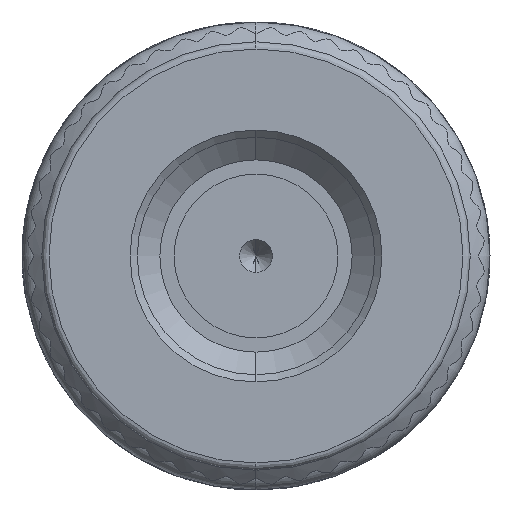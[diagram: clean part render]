
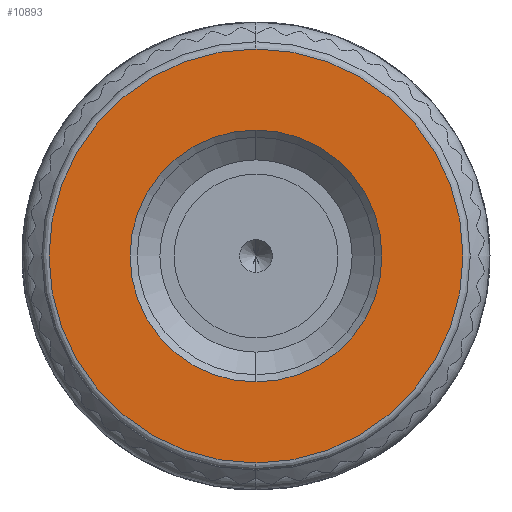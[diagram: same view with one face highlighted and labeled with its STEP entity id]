
A CAD part, front view. The second image highlights one B-rep face of the part: STEP entity #10893.
In plain terms, the highlighted planar face has unit normal (0, -1, 0).
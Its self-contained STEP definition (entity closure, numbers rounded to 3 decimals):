
#454 = CARTESIAN_POINT ( 'NONE',  ( 0., -0.699, -5.75 ) ) ;
#1842 = ORIENTED_EDGE ( 'NONE', *, *, #10671, .F. ) ;
#1875 = ORIENTED_EDGE ( 'NONE', *, *, #3063, .T. ) ;
#1891 = ORIENTED_EDGE ( 'NONE', *, *, #10703, .T. ) ;
#1937 = ORIENTED_EDGE ( 'NONE', *, *, #3165, .F. ) ;
#3063 = EDGE_CURVE ( 'NONE', #3482, #3530, #5390, .T. ) ;
#3165 = EDGE_CURVE ( 'NONE', #3505, #3682, #5446, .T. ) ;
#3482 = VERTEX_POINT ( 'NONE', #8476 ) ;
#3505 = VERTEX_POINT ( 'NONE', #8534 ) ;
#3530 = VERTEX_POINT ( 'NONE', #8584 ) ;
#3682 = VERTEX_POINT ( 'NONE', #454 ) ;
#5106 = AXIS2_PLACEMENT_3D ( 'NONE', #16233, #16214, #16209 ) ;
#5362 = AXIS2_PLACEMENT_3D ( 'NONE', #7607, #7615, #7616 ) ;
#5390 = CIRCLE ( 'NONE', #5362, 3.5 ) ;
#5443 = AXIS2_PLACEMENT_3D ( 'NONE', #7781, #7772, #7778 ) ;
#5446 = CIRCLE ( 'NONE', #5443, 5.75 ) ;
#6017 = AXIS2_PLACEMENT_3D ( 'NONE', #15042, #15077, #15080 ) ;
#6021 = AXIS2_PLACEMENT_3D ( 'NONE', #14982, #14950, #14965 ) ;
#6024 = CIRCLE ( 'NONE', #6021, 5.75 ) ;
#6047 = CIRCLE ( 'NONE', #6017, 3.5 ) ;
#7607 = CARTESIAN_POINT ( 'NONE',  ( 0., -0.699, 0. ) ) ;
#7615 = DIRECTION ( 'NONE',  ( 0., 1., 0. ) ) ;
#7616 = DIRECTION ( 'NONE',  ( 0., 0., 1. ) ) ;
#7772 = DIRECTION ( 'NONE',  ( 0., 1., 0. ) ) ;
#7778 = DIRECTION ( 'NONE',  ( 0., 0., 1. ) ) ;
#7781 = CARTESIAN_POINT ( 'NONE',  ( 0., -0.699, 0. ) ) ;
#8476 = CARTESIAN_POINT ( 'NONE',  ( 0., -0.699, -3.5 ) ) ;
#8534 = CARTESIAN_POINT ( 'NONE',  ( 0., -0.699, 5.75 ) ) ;
#8584 = CARTESIAN_POINT ( 'NONE',  ( 0., -0.699, 3.5 ) ) ;
#10671 = EDGE_CURVE ( 'NONE', #3682, #3505, #6024, .T. ) ;
#10703 = EDGE_CURVE ( 'NONE', #3530, #3482, #6047, .T. ) ;
#10893 = ADVANCED_FACE ( 'NONE', ( #16234, #16183 ), #16195, .T. ) ;
#13868 = EDGE_LOOP ( 'NONE', ( #1875, #1891 ) ) ;
#13885 = EDGE_LOOP ( 'NONE', ( #1937, #1842 ) ) ;
#14950 = DIRECTION ( 'NONE',  ( 0., 1., 0. ) ) ;
#14965 = DIRECTION ( 'NONE',  ( 0., 0., 1. ) ) ;
#14982 = CARTESIAN_POINT ( 'NONE',  ( 0., -0.699, 0. ) ) ;
#15042 = CARTESIAN_POINT ( 'NONE',  ( 0., -0.699, 0. ) ) ;
#15077 = DIRECTION ( 'NONE',  ( 0., 1., 0. ) ) ;
#15080 = DIRECTION ( 'NONE',  ( 0., 0., 1. ) ) ;
#16183 = FACE_OUTER_BOUND ( 'NONE', #13885, .T. ) ;
#16195 = PLANE ( 'NONE',  #5106 ) ;
#16209 = DIRECTION ( 'NONE',  ( 0., 0., -1. ) ) ;
#16214 = DIRECTION ( 'NONE',  ( 0., -1., 0. ) ) ;
#16233 = CARTESIAN_POINT ( 'NONE',  ( -5.75, -0.699, 0. ) ) ;
#16234 = FACE_BOUND ( 'NONE', #13868, .T. ) ;
